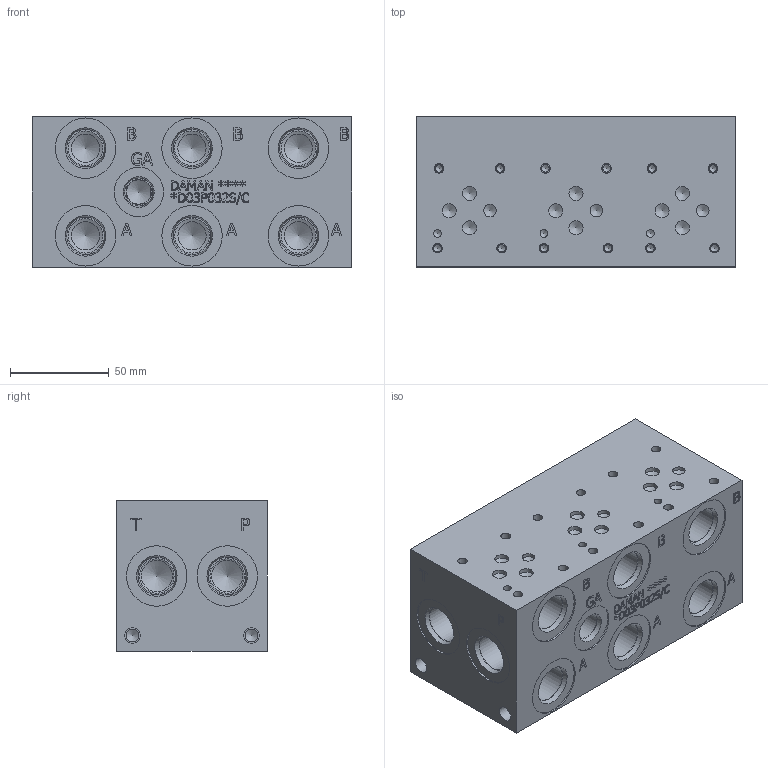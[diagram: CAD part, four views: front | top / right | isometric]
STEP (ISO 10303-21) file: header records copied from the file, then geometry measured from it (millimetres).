
FILE_DESCRIPTION(/* description */ (''),/* implementation_level */ '2;1');
FILE_NAME(/* name */ '_D03P032S_C.stp',/* time_stamp */ '2023-03-07T16:36:55-05:00',/* author */ ('trevorh'),/* organization */ (''),/* preprocessor_version */ 'ST-DEVELOPER v18',/* originating_system */ 'Autodesk Inventor 2020',/* authorisation */ '');
FILE_SCHEMA (('CONFIG_CONTROL_DESIGN'));
Length unit declared in the file: millimetre
Products named in the file (1): Part_DD03P032S~C_3D
Bounding box: 161.93 x 76.2 x 76.2 mm (x, y, z)
Volume: 849737.8 mm3; surface area: 83159.8 mm2
Topology: 1 solids, 1 shells, 788 faces, 2163 edges, 1468 vertices
Faces by surface type: plane 399, bspline 201, cylinder 108, cone 80
Full cylindrical faces by diameter (mm): 3.785 x12, 3.962 x3, 4.826 x12, 6.35 x3, 6.528 x4, 7.137 x9, 7.925 x4, 12.294 x1, 12.9 x1, 14.275 x1, 14.29 x1, 14.3 x6, 14.529 x1, 15.875 x4, 15.9 x1, 17.501 x10, 19.05 x10, 19.253 x10, 20.62 x1, 22.23 x1, 22.54 x1, 25.019 x1, 30.16 x1, 30.632 x10
Entity records: 26552 total; most frequent: CARTESIAN_POINT 6990, ORIENTED_EDGE 4240, DIRECTION 3305, EDGE_CURVE 2120, VERTEX_POINT 1468, LINE 1307, VECTOR 1307, AXIS2_PLACEMENT_3D 999
